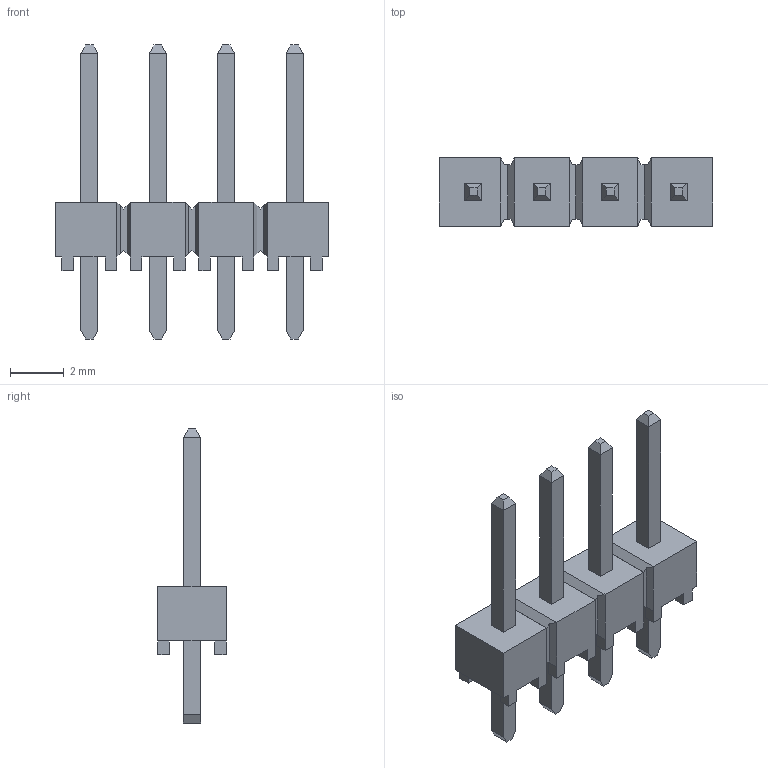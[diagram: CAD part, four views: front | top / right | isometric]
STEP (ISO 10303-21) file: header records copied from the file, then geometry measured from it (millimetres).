
FILE_DESCRIPTION(/* description */ (''),/* implementation_level */ '2;1');
FILE_NAME(/* name */ 'SAMTEC_TSW-104-07-L-S-LL.stp',/* time_stamp */ '2016-12-07T13:37:40+01:00',/* author */ ('riccim'),/* organization */ ('SolidWorks'),/* preprocessor_version */ 'ST-DEVELOPER v15.5',/* originating_system */ 'AutoCAD Mechanical',/* authorisation */ ' ');
FILE_SCHEMA (('AUTOMOTIVE_DESIGN { 1 0 10303 214 3 1 1 }'));
Length unit declared in the file: millimetre
Products named in the file (1): Product
Bounding box: 10.16 x 2.54 x 10.92 mm (x, y, z)
Volume: 65.7 mm3; surface area: 252.3 mm2
Topology: 9 solids, 9 shells, 200 faces, 494 edges, 312 vertices
Faces by surface type: plane 200
Entity records: 5776 total; most frequent: CARTESIAN_POINT 1007, ORIENTED_EDGE 988, DIRECTION 896, LINE 494, VECTOR 494, EDGE_CURVE 494, VERTEX_POINT 312, EDGE_LOOP 208
